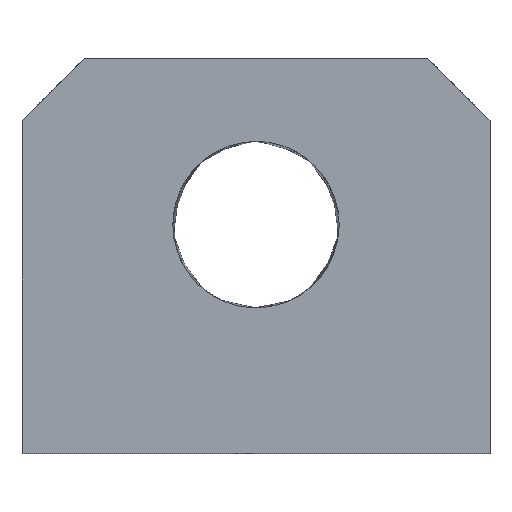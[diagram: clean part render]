
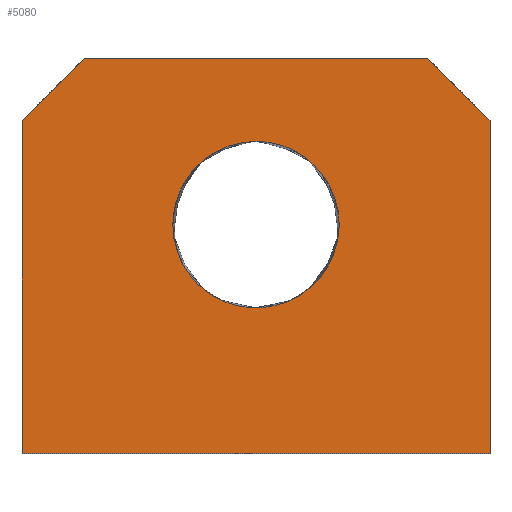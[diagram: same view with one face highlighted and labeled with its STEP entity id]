
A CAD part, top view. The second image highlights one B-rep face of the part: STEP entity #5080.
In plain terms, the highlighted free-form (B-spline) face has degree [1, 1] with [2, 2] control points.
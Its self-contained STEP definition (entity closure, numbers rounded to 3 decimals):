
#3790 = CARTESIAN_POINT ('', (0., 30., 20.));
#3800 = VERTEX_POINT ('', #3790);
#3860 = CARTESIAN_POINT ('', (-8., 22., 20.));
#3870 = VERTEX_POINT ('', #3860);
#3880 = CARTESIAN_POINT ('', (0., 30., 20.));
#3890 = CARTESIAN_POINT ('', (-4., 30., 20.));
#3900 = CARTESIAN_POINT ('', (-8., 27.333, 20.));
#3910 = CARTESIAN_POINT ('', (-8., 22., 20.));
#3920 = (
   BOUNDED_CURVE ()
   B_SPLINE_CURVE (3, (#3880, #3890, #3900, #3910), .UNSPECIFIED., .F., .U.)
   B_SPLINE_CURVE_WITH_KNOTS ((4, 4), (0., 1.), .UNSPECIFIED.)
   CURVE ()
   GEOMETRIC_REPRESENTATION_ITEM ()
   RATIONAL_B_SPLINE_CURVE ((1., 0.667, 0.5, 0.5))
   REPRESENTATION_ITEM ('')
);
#3930 = EDGE_CURVE ('', #3800, #3870, #3920, .T.);
#3950 = CARTESIAN_POINT ('', (8., 22., 20.));
#3960 = VERTEX_POINT ('', #3950);
#3970 = CARTESIAN_POINT ('', (-8., 22., 20.));
#3980 = CARTESIAN_POINT ('', (-8., 16.667, 20.));
#3990 = CARTESIAN_POINT ('', (-4., 14., 20.));
#4000 = CARTESIAN_POINT ('', (0., 14., 20.));
#4010 = CARTESIAN_POINT ('', (4., 14., 20.));
#4020 = CARTESIAN_POINT ('', (8., 16.667, 20.));
#4030 = CARTESIAN_POINT ('', (8., 22., 20.));
#4040 = (
   BOUNDED_CURVE ()
   B_SPLINE_CURVE (3, (#3970, #3980, #3990, #4000, #4010, #4020, #4030), .UNSPECIFIED., .F., .U.)
   B_SPLINE_CURVE_WITH_KNOTS ((4, 3, 4), (0., 0.5, 1.), .UNSPECIFIED.)
   CURVE ()
   GEOMETRIC_REPRESENTATION_ITEM ()
   RATIONAL_B_SPLINE_CURVE ((0.5, 0.5, 0.667, 1., 0.667, 0.5, 0.5))
   REPRESENTATION_ITEM ('')
);
#4050 = EDGE_CURVE ('', #3870, #3960, #4040, .T.);
#4070 = CARTESIAN_POINT ('', (8., 22., 20.));
#4080 = CARTESIAN_POINT ('', (8., 27.333, 20.));
#4090 = CARTESIAN_POINT ('', (4., 30., 20.));
#4100 = CARTESIAN_POINT ('', (0., 30., 20.));
#4110 = (
   BOUNDED_CURVE ()
   B_SPLINE_CURVE (3, (#4070, #4080, #4090, #4100), .UNSPECIFIED., .F., .U.)
   B_SPLINE_CURVE_WITH_KNOTS ((4, 4), (0., 1.), .UNSPECIFIED.)
   CURVE ()
   GEOMETRIC_REPRESENTATION_ITEM ()
   RATIONAL_B_SPLINE_CURVE ((0.5, 0.5, 0.667, 1.))
   REPRESENTATION_ITEM ('')
);
#4120 = EDGE_CURVE ('', #3960, #3800, #4110, .T.);
#4540 = CARTESIAN_POINT ('', (-16.5, 38., 20.));
#4550 = VERTEX_POINT ('', #4540);
#4560 = CARTESIAN_POINT ('', (16.5, 38., 20.));
#4570 = VERTEX_POINT ('', #4560);
#4580 = CARTESIAN_POINT ('', (-16.5, 38., 20.));
#4590 = CARTESIAN_POINT ('', (16.5, 38., 20.));
#4600 = B_SPLINE_CURVE_WITH_KNOTS ('', 1, (#4580, #4590), .UNSPECIFIED., .F., .U., (2, 2), (0., 1.), .UNSPECIFIED.);
#4610 = EDGE_CURVE ('', #4550, #4570, #4600, .T.);
#4620 = ORIENTED_EDGE ('', *, *, #4610, .F.);
#4630 = CARTESIAN_POINT ('', (-22.5, 32., 20.));
#4640 = VERTEX_POINT ('', #4630);
#4650 = CARTESIAN_POINT ('', (-22.5, 32., 20.));
#4660 = CARTESIAN_POINT ('', (-16.5, 38., 20.));
#4670 = B_SPLINE_CURVE_WITH_KNOTS ('', 1, (#4650, #4660), .UNSPECIFIED., .F., .U., (2, 2), (0., 1.), .UNSPECIFIED.);
#4680 = EDGE_CURVE ('', #4640, #4550, #4670, .T.);
#4690 = ORIENTED_EDGE ('', *, *, #4680, .F.);
#4700 = CARTESIAN_POINT ('', (-22.5, 0., 20.));
#4710 = VERTEX_POINT ('', #4700);
#4720 = CARTESIAN_POINT ('', (-22.5, 0., 20.));
#4730 = CARTESIAN_POINT ('', (-22.5, 32., 20.));
#4740 = B_SPLINE_CURVE_WITH_KNOTS ('', 1, (#4720, #4730), .UNSPECIFIED., .F., .U., (2, 2), (0., 1.), .UNSPECIFIED.);
#4750 = EDGE_CURVE ('', #4710, #4640, #4740, .T.);
#4760 = ORIENTED_EDGE ('', *, *, #4750, .F.);
#4770 = CARTESIAN_POINT ('', (22.5, 0., 20.));
#4780 = VERTEX_POINT ('', #4770);
#4790 = CARTESIAN_POINT ('', (22.5, 0., 20.));
#4800 = CARTESIAN_POINT ('', (-22.5, 0., 20.));
#4810 = B_SPLINE_CURVE_WITH_KNOTS ('', 1, (#4790, #4800), .UNSPECIFIED., .F., .U., (2, 2), (0., 1.), .UNSPECIFIED.);
#4820 = EDGE_CURVE ('', #4780, #4710, #4810, .T.);
#4830 = ORIENTED_EDGE ('', *, *, #4820, .F.);
#4840 = CARTESIAN_POINT ('', (22.5, 32., 20.));
#4850 = VERTEX_POINT ('', #4840);
#4860 = CARTESIAN_POINT ('', (22.5, 32., 20.));
#4870 = CARTESIAN_POINT ('', (22.5, 0., 20.));
#4880 = B_SPLINE_CURVE_WITH_KNOTS ('', 1, (#4860, #4870), .UNSPECIFIED., .F., .U., (2, 2), (0., 1.), .UNSPECIFIED.);
#4890 = EDGE_CURVE ('', #4850, #4780, #4880, .T.);
#4900 = ORIENTED_EDGE ('', *, *, #4890, .F.);
#4910 = CARTESIAN_POINT ('', (16.5, 38., 20.));
#4920 = CARTESIAN_POINT ('', (22.5, 32., 20.));
#4930 = B_SPLINE_CURVE_WITH_KNOTS ('', 1, (#4910, #4920), .UNSPECIFIED., .F., .U., (2, 2), (0., 1.), .UNSPECIFIED.);
#4940 = EDGE_CURVE ('', #4570, #4850, #4930, .T.);
#4950 = ORIENTED_EDGE ('', *, *, #4940, .F.);
#4960 = EDGE_LOOP ('', (#4620, #4690, #4760, #4830, #4900, #4950));
#4970 = FACE_OUTER_BOUND ('', #4960, .T.);
#4980 = ORIENTED_EDGE ('', *, *, #3930, .F.);
#4990 = ORIENTED_EDGE ('', *, *, #4120, .F.);
#5000 = ORIENTED_EDGE ('', *, *, #4050, .F.);
#5010 = EDGE_LOOP ('', (#4980, #4990, #5000));
#5020 = FACE_BOUND ('', #5010, .T.);
#5030 = CARTESIAN_POINT ('', (-22.5, 0., 20.));
#5040 = CARTESIAN_POINT ('', (-22.5, 38., 20.));
#5050 = CARTESIAN_POINT ('', (22.5, 0., 20.));
#5060 = CARTESIAN_POINT ('', (22.5, 38., 20.));
#5070 = B_SPLINE_SURFACE_WITH_KNOTS ('', 1, 1, ((#5030, #5040), (#5050, #5060)), .UNSPECIFIED., .F., .F., .U., (2, 2), (2, 2), (0., 1.), (0., 1.), .UNSPECIFIED.);
#5080 = ADVANCED_FACE ('', (#4970, #5020), #5070, .T.);
